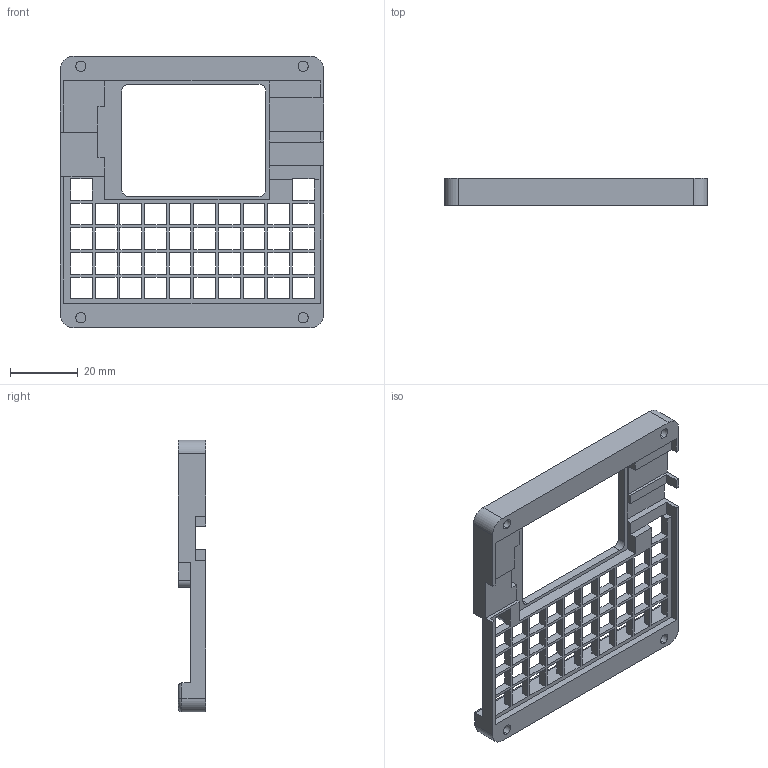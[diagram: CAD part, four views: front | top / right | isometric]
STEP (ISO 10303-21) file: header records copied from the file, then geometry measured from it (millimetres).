
FILE_DESCRIPTION (( 'STEP AP203' ), '1' );
FILE_NAME ('CloveCardComputer1.STEP', '2024-04-24T09:06:03', ( '' ), ( '' ), 'SwSTEP 2.0', 'SolidWorks 2021', '' );
FILE_SCHEMA (( 'CONFIG_CONTROL_DESIGN' ));
Length unit declared in the file: millimetre
Products named in the file (1): CloveCardComputer1
Bounding box: 77.4 x 8 x 80 mm (x, y, z)
Volume: 16112 mm3; surface area: 13074.7 mm2
Topology: 1 solids, 1 shells, 227 faces, 718 edges, 476 vertices
Faces by surface type: plane 203, cylinder 22, torus 2
Entity records: 8059 total; most frequent: ORIENTED_EDGE 1436, CARTESIAN_POINT 1428, DIRECTION 1214, EDGE_CURVE 718, LINE 674, VECTOR 674, VERTEX_POINT 476, EDGE_LOOP 296
